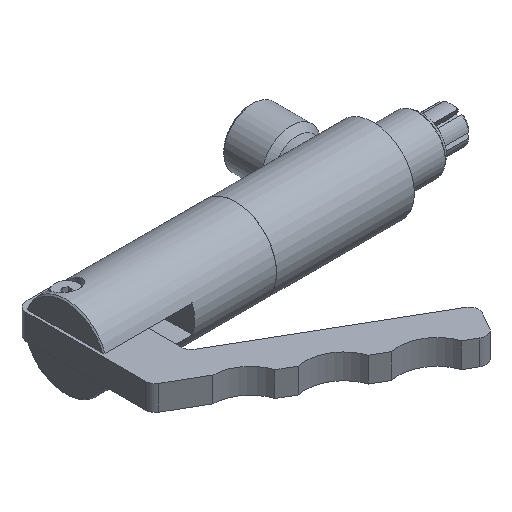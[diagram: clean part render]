
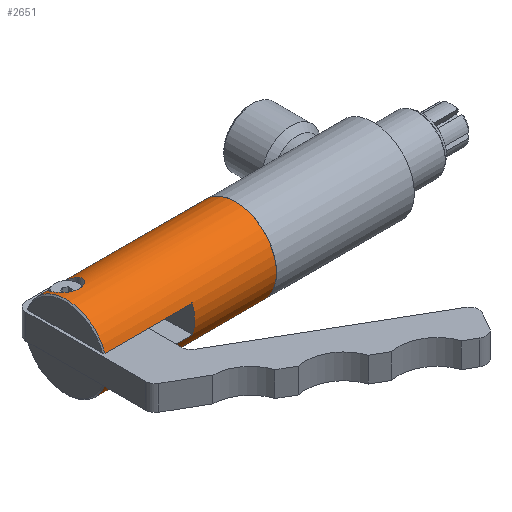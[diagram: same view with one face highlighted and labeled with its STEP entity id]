
A CAD part, isometric view. The second image highlights one B-rep face of the part: STEP entity #2651.
In plain terms, the highlighted cylindrical face has radius 13.462 mm (diameter 26.924 mm), a full revolution.
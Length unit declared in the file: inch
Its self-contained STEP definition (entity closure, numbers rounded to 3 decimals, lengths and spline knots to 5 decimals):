
#51=B_SPLINE_CURVE_WITH_KNOTS('',3,(#3872,#3873,#3874,#3875,#3876,#3877,
#3878,#3879,#3880,#3881,#3882,#3883,#3884,#3885,#3886,#3887,#3888,#3889,
#3890,#3891,#3892,#3893,#3894,#3895,#3896,#3897,#3898,#3899,#3900,#3901,
#3902,#3903,#3904,#3905),.UNSPECIFIED.,.T.,.F.,(4,2,2,2,2,2,2,2,2,2,2,2,
2,2,2,2,4),(0.,0.15668,0.31335,0.47644,0.63953,
0.82205,1.00457,1.16495,1.32534,1.48572,
1.64611,1.82862,2.01114,2.17423,2.33732,
2.494,2.65068),.UNSPECIFIED.);
#52=B_SPLINE_CURVE_WITH_KNOTS('',3,(#3908,#3909,#3910,#3911,#3912,#3913,
#3914,#3915,#3916,#3917,#3918,#3919,#3920,#3921,#3922,#3923,#3924,#3925,
#3926,#3927,#3928,#3929,#3930,#3931,#3932,#3933,#3934,#3935,#3936,#3937,
#3938,#3939,#3940,#3941),.UNSPECIFIED.,.T.,.F.,(4,2,2,2,2,2,2,2,2,2,2,2,
2,2,2,2,4),(0.,0.0905,0.18099,0.27693,0.37288,
0.47505,0.57722,0.66858,0.75994,
0.8513,0.94266,1.04483,1.147,1.24294,
1.33888,1.42938,1.51987),.UNSPECIFIED.);
#289=LINE('',#4788,#485);
#290=LINE('',#4790,#486);
#291=LINE('',#4794,#487);
#292=LINE('',#4798,#488);
#485=VECTOR('',#3598,0.475);
#486=VECTOR('',#3599,0.475);
#487=VECTOR('',#3602,1.125);
#488=VECTOR('',#3605,1.125);
#615=FACE_BOUND('',#955,.T.);
#616=FACE_BOUND('',#956,.T.);
#617=FACE_BOUND('',#957,.T.);
#776=FACE_OUTER_BOUND('',#954,.T.);
#954=EDGE_LOOP('',(#2381));
#955=EDGE_LOOP('',(#2382));
#956=EDGE_LOOP('',(#2383));
#957=EDGE_LOOP('',(#2384,#2385,#2386,#2387,#2388,#2389,#2390,#2391));
#1097=CIRCLE('',#2906,0.53);
#1098=CIRCLE('',#2908,0.53);
#1099=CIRCLE('',#2909,0.53);
#1100=CIRCLE('',#2910,0.53);
#1101=CIRCLE('',#2911,0.53);
#1176=VERTEX_POINT('',#3871);
#1177=VERTEX_POINT('',#3907);
#1344=VERTEX_POINT('',#4776);
#1345=VERTEX_POINT('',#4777);
#1348=VERTEX_POINT('',#4785);
#1349=VERTEX_POINT('',#4787);
#1350=VERTEX_POINT('',#4789);
#1351=VERTEX_POINT('',#4791);
#1352=VERTEX_POINT('',#4793);
#1353=VERTEX_POINT('',#4795);
#1354=VERTEX_POINT('',#4797);
#1459=EDGE_CURVE('',#1176,#1176,#51,.T.);
#1460=EDGE_CURVE('',#1177,#1177,#52,.T.);
#1705=EDGE_CURVE('',#1344,#1345,#1097,.T.);
#1709=EDGE_CURVE('',#1348,#1348,#1098,.T.);
#1710=EDGE_CURVE('',#1349,#1344,#289,.T.);
#1711=EDGE_CURVE('',#1345,#1350,#290,.T.);
#1712=EDGE_CURVE('',#1350,#1351,#1099,.T.);
#1713=EDGE_CURVE('',#1351,#1352,#291,.T.);
#1714=EDGE_CURVE('',#1352,#1353,#1100,.T.);
#1715=EDGE_CURVE('',#1353,#1354,#292,.T.);
#1716=EDGE_CURVE('',#1354,#1349,#1101,.T.);
#2381=ORIENTED_EDGE('',*,*,#1709,.F.);
#2382=ORIENTED_EDGE('',*,*,#1459,.T.);
#2383=ORIENTED_EDGE('',*,*,#1460,.T.);
#2384=ORIENTED_EDGE('',*,*,#1710,.T.);
#2385=ORIENTED_EDGE('',*,*,#1705,.T.);
#2386=ORIENTED_EDGE('',*,*,#1711,.T.);
#2387=ORIENTED_EDGE('',*,*,#1712,.T.);
#2388=ORIENTED_EDGE('',*,*,#1713,.T.);
#2389=ORIENTED_EDGE('',*,*,#1714,.T.);
#2390=ORIENTED_EDGE('',*,*,#1715,.T.);
#2391=ORIENTED_EDGE('',*,*,#1716,.T.);
#2512=CYLINDRICAL_SURFACE('',#2907,0.53);
#2651=ADVANCED_FACE('',(#776,#615,#616,#617),#2512,.T.);
#2906=AXIS2_PLACEMENT_3D('',#4778,#3589,#3590);
#2907=AXIS2_PLACEMENT_3D('',#4784,#3594,#3595);
#2908=AXIS2_PLACEMENT_3D('',#4786,#3596,#3597);
#2909=AXIS2_PLACEMENT_3D('',#4792,#3600,#3601);
#2910=AXIS2_PLACEMENT_3D('',#4796,#3603,#3604);
#2911=AXIS2_PLACEMENT_3D('',#4799,#3606,#3607);
#3589=DIRECTION('center_axis',(1.,0.,0.));
#3590=DIRECTION('ref_axis',(0.,1.,0.));
#3594=DIRECTION('center_axis',(1.,0.,0.));
#3595=DIRECTION('ref_axis',(0.,1.,0.));
#3596=DIRECTION('center_axis',(1.,0.,0.));
#3597=DIRECTION('ref_axis',(0.,1.,0.));
#3598=DIRECTION('',(1.,0.,0.));
#3599=DIRECTION('',(-1.,0.,0.));
#3600=DIRECTION('center_axis',(1.,0.,0.));
#3601=DIRECTION('ref_axis',(0.,1.,0.));
#3602=DIRECTION('',(1.,0.,0.));
#3603=DIRECTION('center_axis',(1.,0.,0.));
#3604=DIRECTION('ref_axis',(0.,1.,0.));
#3605=DIRECTION('',(-1.,0.,0.));
#3606=DIRECTION('center_axis',(1.,0.,0.));
#3607=DIRECTION('ref_axis',(0.,1.,0.));
#3871=CARTESIAN_POINT('',(0.22,0.036,0.52878));
#3872=CARTESIAN_POINT('Ctrl Pts',(0.22,0.036,0.52878));
#3873=CARTESIAN_POINT('Ctrl Pts',(0.19944,0.036,0.52878));
#3874=CARTESIAN_POINT('Ctrl Pts',(0.17751,0.04011,
0.52855));
#3875=CARTESIAN_POINT('Ctrl Pts',(0.1372,0.05677,
0.52702));
#3876=CARTESIAN_POINT('Ctrl Pts',(0.11882,0.06932,
0.52565));
#3877=CARTESIAN_POINT('Ctrl Pts',(0.08926,0.09873,
0.52094));
#3878=CARTESIAN_POINT('Ctrl Pts',(0.07646,0.11769,
0.5172));
#3879=CARTESIAN_POINT('Ctrl Pts',(0.05984,0.15843,
0.50621));
#3880=CARTESIAN_POINT('Ctrl Pts',(0.056,0.18018,
0.49889));
#3881=CARTESIAN_POINT('Ctrl Pts',(0.056,0.22218,
0.48178));
#3882=CARTESIAN_POINT('Ctrl Pts',(0.06071,0.24507,
0.47054));
#3883=CARTESIAN_POINT('Ctrl Pts',(0.07879,0.28639,
0.4466));
#3884=CARTESIAN_POINT('Ctrl Pts',(0.09211,0.30485,0.43394));
#3885=CARTESIAN_POINT('Ctrl Pts',(0.12121,0.33224,0.41325));
#3886=CARTESIAN_POINT('Ctrl Pts',(0.13847,0.34384,0.40347));
#3887=CARTESIAN_POINT('Ctrl Pts',(0.1773,0.35973,0.38937));
#3888=CARTESIAN_POINT('Ctrl Pts',(0.19895,0.364,0.38523));
#3889=CARTESIAN_POINT('Ctrl Pts',(0.24105,0.364,0.38523));
#3890=CARTESIAN_POINT('Ctrl Pts',(0.2627,0.35973,0.38937));
#3891=CARTESIAN_POINT('Ctrl Pts',(0.30153,0.34384,0.40347));
#3892=CARTESIAN_POINT('Ctrl Pts',(0.31879,0.33224,0.41325));
#3893=CARTESIAN_POINT('Ctrl Pts',(0.34789,0.30485,0.43394));
#3894=CARTESIAN_POINT('Ctrl Pts',(0.36121,0.28639,0.4466));
#3895=CARTESIAN_POINT('Ctrl Pts',(0.37929,0.24507,0.47054));
#3896=CARTESIAN_POINT('Ctrl Pts',(0.384,0.22218,0.48178));
#3897=CARTESIAN_POINT('Ctrl Pts',(0.384,0.18018,0.49889));
#3898=CARTESIAN_POINT('Ctrl Pts',(0.38016,0.15843,0.50621));
#3899=CARTESIAN_POINT('Ctrl Pts',(0.36354,0.11769,0.5172));
#3900=CARTESIAN_POINT('Ctrl Pts',(0.35074,0.09873,0.52094));
#3901=CARTESIAN_POINT('Ctrl Pts',(0.32118,0.06932,
0.52565));
#3902=CARTESIAN_POINT('Ctrl Pts',(0.3028,0.05677,
0.52702));
#3903=CARTESIAN_POINT('Ctrl Pts',(0.26249,0.04011,
0.52855));
#3904=CARTESIAN_POINT('Ctrl Pts',(0.24056,0.036,0.52878));
#3905=CARTESIAN_POINT('Ctrl Pts',(0.22,0.036,0.52878));
#3907=CARTESIAN_POINT('',(0.22,0.105,-0.51949));
#3908=CARTESIAN_POINT('Ctrl Pts',(0.22,0.105,-0.51949));
#3909=CARTESIAN_POINT('Ctrl Pts',(0.23188,0.105,-0.51949));
#3910=CARTESIAN_POINT('Ctrl Pts',(0.24453,0.10737,-0.51903));
#3911=CARTESIAN_POINT('Ctrl Pts',(0.26776,0.11692,-0.51697));
#3912=CARTESIAN_POINT('Ctrl Pts',(0.27833,0.12411,-0.51533));
#3913=CARTESIAN_POINT('Ctrl Pts',(0.29549,0.141,-0.51098));
#3914=CARTESIAN_POINT('Ctrl Pts',(0.30296,0.15198,-0.50789));
#3915=CARTESIAN_POINT('Ctrl Pts',(0.31272,0.17565,-0.5002));
#3916=CARTESIAN_POINT('Ctrl Pts',(0.315,0.18834,-0.49557));
#3917=CARTESIAN_POINT('Ctrl Pts',(0.315,0.21242,-0.48576));
#3918=CARTESIAN_POINT('Ctrl Pts',(0.31244,0.22547,-0.47984));
#3919=CARTESIAN_POINT('Ctrl Pts',(0.30222,0.24932,-0.46788));
#3920=CARTESIAN_POINT('Ctrl Pts',(0.29458,0.26015,-0.46187));
#3921=CARTESIAN_POINT('Ctrl Pts',(0.27755,0.27639,-0.45231));
#3922=CARTESIAN_POINT('Ctrl Pts',(0.26734,0.28328,-0.44798));
#3923=CARTESIAN_POINT('Ctrl Pts',(0.24456,0.29259,-0.44195));
#3924=CARTESIAN_POINT('Ctrl Pts',(0.23199,0.295,-0.44031));
#3925=CARTESIAN_POINT('Ctrl Pts',(0.20801,0.295,-0.44031));
#3926=CARTESIAN_POINT('Ctrl Pts',(0.19544,0.29259,-0.44195));
#3927=CARTESIAN_POINT('Ctrl Pts',(0.17266,0.28328,-0.44798));
#3928=CARTESIAN_POINT('Ctrl Pts',(0.16245,0.27639,-0.45231));
#3929=CARTESIAN_POINT('Ctrl Pts',(0.14542,0.26015,-0.46187));
#3930=CARTESIAN_POINT('Ctrl Pts',(0.13778,0.24932,-0.46788));
#3931=CARTESIAN_POINT('Ctrl Pts',(0.12756,0.22547,-0.47984));
#3932=CARTESIAN_POINT('Ctrl Pts',(0.125,0.21242,-0.48576));
#3933=CARTESIAN_POINT('Ctrl Pts',(0.125,0.18834,-0.49557));
#3934=CARTESIAN_POINT('Ctrl Pts',(0.12728,0.17565,-0.5002));
#3935=CARTESIAN_POINT('Ctrl Pts',(0.13704,0.15198,-0.50789));
#3936=CARTESIAN_POINT('Ctrl Pts',(0.14451,0.141,-0.51098));
#3937=CARTESIAN_POINT('Ctrl Pts',(0.16167,0.12411,-0.51533));
#3938=CARTESIAN_POINT('Ctrl Pts',(0.17224,0.11692,-0.51697));
#3939=CARTESIAN_POINT('Ctrl Pts',(0.19547,0.10737,-0.51903));
#3940=CARTESIAN_POINT('Ctrl Pts',(0.20812,0.105,-0.51949));
#3941=CARTESIAN_POINT('Ctrl Pts',(0.22,0.105,-0.51949));
#4776=CARTESIAN_POINT('',(0.49,0.49939,-0.1775));
#4777=CARTESIAN_POINT('',(0.49,0.49939,0.1775));
#4778=CARTESIAN_POINT('Origin',(0.49,0.,0.));
#4784=CARTESIAN_POINT('Origin',(1.105,0.,0.));
#4785=CARTESIAN_POINT('',(2.195,0.53,0.));
#4786=CARTESIAN_POINT('Origin',(2.195,0.,0.));
#4787=CARTESIAN_POINT('',(0.015,0.49939,-0.1775));
#4788=CARTESIAN_POINT('',(1.105,0.49939,-0.1775));
#4789=CARTESIAN_POINT('',(0.015,0.49939,0.1775));
#4790=CARTESIAN_POINT('',(1.105,0.49939,0.1775));
#4791=CARTESIAN_POINT('',(0.015,-0.49939,0.1775));
#4792=CARTESIAN_POINT('Origin',(0.015,0.,0.));
#4793=CARTESIAN_POINT('',(1.14,-0.49939,0.1775));
#4794=CARTESIAN_POINT('',(1.105,-0.49939,0.1775));
#4795=CARTESIAN_POINT('',(1.14,-0.49939,-0.1775));
#4796=CARTESIAN_POINT('Origin',(1.14,0.,0.));
#4797=CARTESIAN_POINT('',(0.015,-0.49939,-0.1775));
#4798=CARTESIAN_POINT('',(1.105,-0.49939,-0.1775));
#4799=CARTESIAN_POINT('Origin',(0.015,0.,0.));
